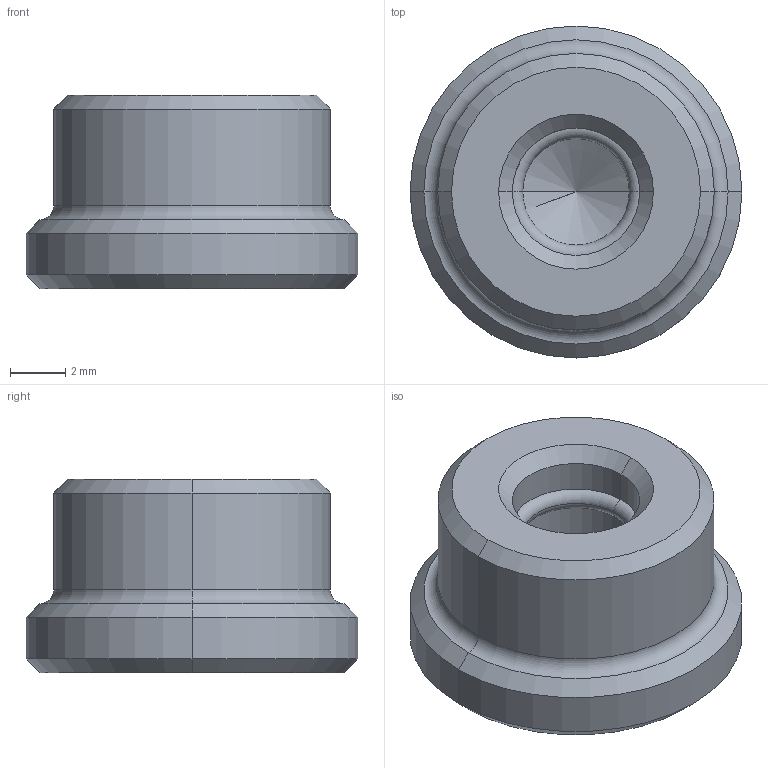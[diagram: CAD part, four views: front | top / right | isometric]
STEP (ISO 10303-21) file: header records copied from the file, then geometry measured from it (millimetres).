
FILE_DESCRIPTION(('STEP AP214'),'1');
FILE_NAME('HALDERN_EH_22560_0012.stp','2020-04-22T11:25:03',('TraceParts'),('TraceParts S.A.'),'Spatial InterOp 3D',' ',' ');
FILE_SCHEMA(('AUTOMOTIVE_DESIGN { 1 0 10303 214 1 1 1 1 }'));
Length unit declared in the file: millimetre
Products named in the file (1): HALDERN_EH_22560_0012
Bounding box: 12 x 12 x 7 mm (x, y, z)
Volume: 543.8 mm3; surface area: 491 mm2
Topology: 1 solids, 1 shells, 29 faces, 58 edges, 31 vertices
Faces by surface type: cone 10, cylinder 10, torus 6, plane 3
Entity records: 1425 total; most frequent: DIRECTION 152, STYLED_ITEM 117, PRESENTATION_STYLE_ASSIGNMENT 117, CARTESIAN_POINT 117, COLOUR_RGB 117, ORIENTED_EDGE 112, AXIS2_PLACEMENT_3D 66, EDGE_CURVE 56
